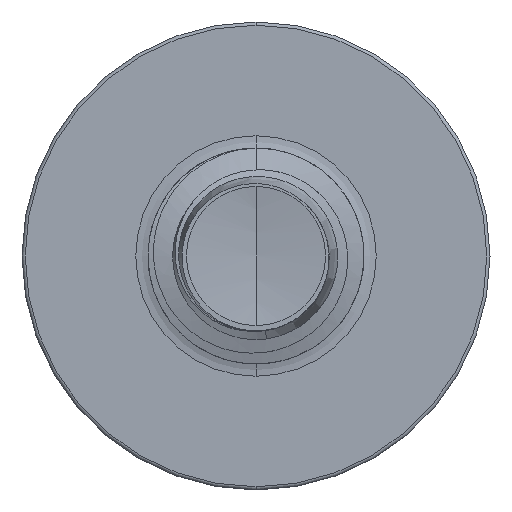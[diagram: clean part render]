
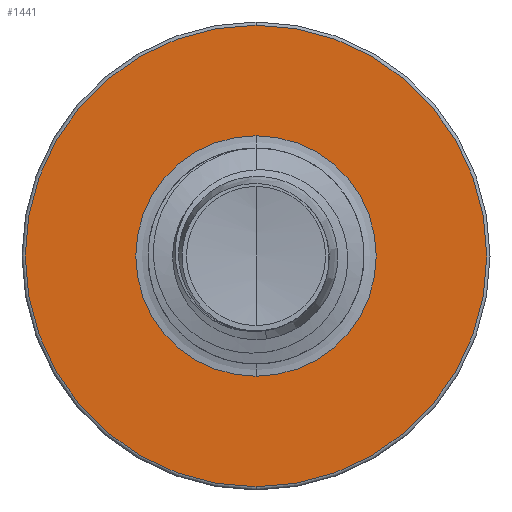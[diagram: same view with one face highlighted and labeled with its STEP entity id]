
A CAD part, front view. The second image highlights one B-rep face of the part: STEP entity #1441.
In plain terms, the highlighted planar face has unit normal (0, -1, 0).
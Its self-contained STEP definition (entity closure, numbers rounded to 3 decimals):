
#395 = ORIENTED_EDGE ( 'NONE', *, *, #10834, .F. ) ;
#1005 = CARTESIAN_POINT ( 'NONE',  ( 0., 4., -3.205 ) ) ;
#1195 = CARTESIAN_POINT ( 'NONE',  ( 0., 4., 1.67 ) ) ;
#1268 = DIRECTION ( 'NONE',  ( 0., 0., 1. ) ) ;
#1272 = DIRECTION ( 'NONE',  ( 0., 1., 0. ) ) ;
#1282 = CARTESIAN_POINT ( 'NONE',  ( 0., 4., 0. ) ) ;
#1441 = ADVANCED_FACE ( 'NONE', ( #6234, #11199 ), #5405, .F. ) ;
#1578 = AXIS2_PLACEMENT_3D ( 'NONE', #2762, #2742, #2721 ) ;
#1604 = AXIS2_PLACEMENT_3D ( 'NONE', #2693, #2676, #2656 ) ;
#1892 = CARTESIAN_POINT ( 'NONE',  ( 0., 4., 3.205 ) ) ;
#2502 = EDGE_LOOP ( 'NONE', ( #395, #12479 ) ) ;
#2656 = DIRECTION ( 'NONE',  ( 0., 0., 1. ) ) ;
#2676 = DIRECTION ( 'NONE',  ( 0., 1., 0. ) ) ;
#2693 = CARTESIAN_POINT ( 'NONE',  ( 0., 4., 0. ) ) ;
#2721 = DIRECTION ( 'NONE',  ( 0., 0., 1. ) ) ;
#2742 = DIRECTION ( 'NONE',  ( 0., 1., 0. ) ) ;
#2762 = CARTESIAN_POINT ( 'NONE',  ( 0., 4., 0. ) ) ;
#3214 = EDGE_LOOP ( 'NONE', ( #9299, #3708 ) ) ;
#3708 = ORIENTED_EDGE ( 'NONE', *, *, #11126, .T. ) ;
#4347 = AXIS2_PLACEMENT_3D ( 'NONE', #1282, #1272, #1268 ) ;
#4694 = AXIS2_PLACEMENT_3D ( 'NONE', #6988, #6978, #6973 ) ;
#4889 = CIRCLE ( 'NONE', #1578, 1.67 ) ;
#5365 = DIRECTION ( 'NONE',  ( 0., 0., 1. ) ) ;
#5369 = DIRECTION ( 'NONE',  ( 0., 1., 0. ) ) ;
#5382 = CARTESIAN_POINT ( 'NONE',  ( 0., 4., -1.67 ) ) ;
#5405 = PLANE ( 'NONE',  #9463 ) ;
#6234 = FACE_OUTER_BOUND ( 'NONE', #2502, .T. ) ;
#6396 = CARTESIAN_POINT ( 'NONE',  ( 0., 4., -1.67 ) ) ;
#6570 = VERTEX_POINT ( 'NONE', #1005 ) ;
#6973 = DIRECTION ( 'NONE',  ( 0., 0., 1. ) ) ;
#6978 = DIRECTION ( 'NONE',  ( 0., 1., 0. ) ) ;
#6988 = CARTESIAN_POINT ( 'NONE',  ( 0., 4., 0. ) ) ;
#7649 = VERTEX_POINT ( 'NONE', #1195 ) ;
#8811 = CIRCLE ( 'NONE', #1604, 3.205 ) ;
#9299 = ORIENTED_EDGE ( 'NONE', *, *, #12183, .T. ) ;
#9463 = AXIS2_PLACEMENT_3D ( 'NONE', #5382, #5369, #5365 ) ;
#9517 = VERTEX_POINT ( 'NONE', #6396 ) ;
#10834 = EDGE_CURVE ( 'NONE', #12371, #6570, #11882, .T. ) ;
#11126 = EDGE_CURVE ( 'NONE', #9517, #7649, #13315, .T. ) ;
#11199 = FACE_BOUND ( 'NONE', #3214, .T. ) ;
#11882 = CIRCLE ( 'NONE', #4694, 3.205 ) ;
#12183 = EDGE_CURVE ( 'NONE', #7649, #9517, #4889, .T. ) ;
#12195 = EDGE_CURVE ( 'NONE', #6570, #12371, #8811, .T. ) ;
#12371 = VERTEX_POINT ( 'NONE', #1892 ) ;
#12479 = ORIENTED_EDGE ( 'NONE', *, *, #12195, .F. ) ;
#13315 = CIRCLE ( 'NONE', #4347, 1.67 ) ;
